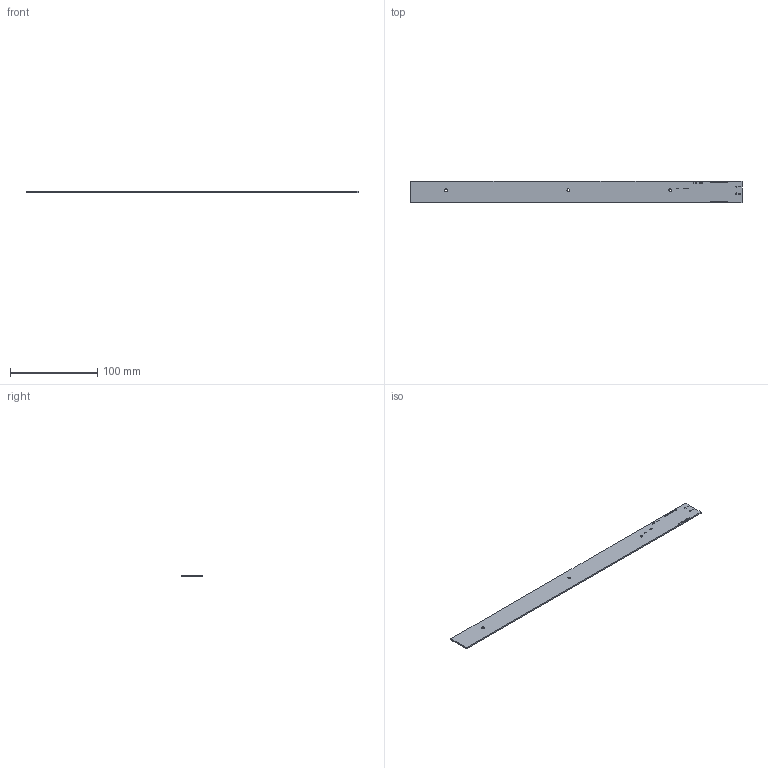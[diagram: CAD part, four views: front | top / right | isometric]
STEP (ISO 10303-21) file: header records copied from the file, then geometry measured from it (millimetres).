
FILE_DESCRIPTION(('KiCad electronic assembly'),'2;1');
FILE_NAME('carte_comptage.step','2022-03-11T13:59:02',('Pcbnew'),( 'Kicad'),'Open CASCADE STEP processor 7.5','KiCad to STEP converter' ,'Unknown');
FILE_SCHEMA(('AUTOMOTIVE_DESIGN { 1 0 10303 214 1 1 1 1 }'));
Length unit declared in the file: millimetre
Products named in the file (2): carte_comptage 1; carte_comptage PCB
Assembly tree (1 placements, depth 2):
  carte_comptage 1
    carte_comptage PCB
Bounding box: 380 x 25 x 1.6 mm (x, y, z)
Volume: 15130.2 mm3; surface area: 20407.2 mm2
Topology: 1 solids, 1 shells, 66 faces, 192 edges, 128 vertices
Faces by surface type: cylinder 42, plane 24
Full cylindrical faces by diameter (mm): 0.65 x2, 0.75 x5, 0.8 x20, 1 x4, 3.2 x3
Entity records: 4915 total; most frequent: DIRECTION 796, CARTESIAN_POINT 772, LINE 408, VECTOR 408, ORIENTED_EDGE 384, PCURVE 384, DEFINITIONAL_REPRESENTATION 384, EDGE_CURVE 192
